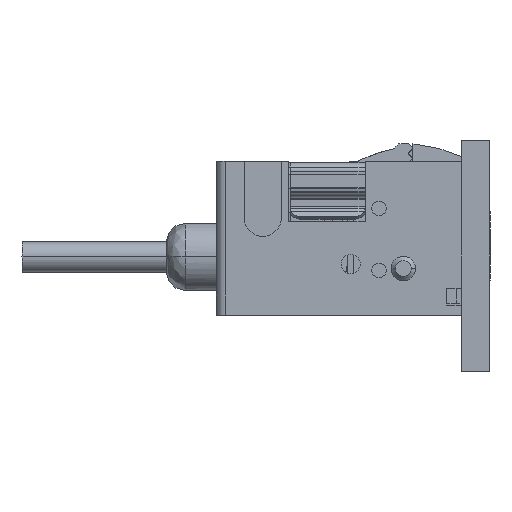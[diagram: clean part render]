
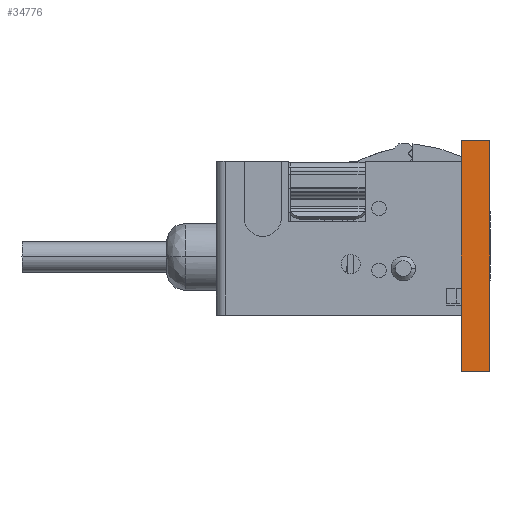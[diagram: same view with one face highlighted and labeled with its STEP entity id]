
A CAD part, front view. The second image highlights one B-rep face of the part: STEP entity #34776.
In plain terms, the highlighted planar face has unit normal (0, -1, 0).
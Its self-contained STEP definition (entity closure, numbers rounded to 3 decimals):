
#302 = LINE ( 'NONE', #33594, #22442 ) ;
#733 = CARTESIAN_POINT ( 'NONE',  ( 12., -125., 3. ) ) ;
#2008 = EDGE_CURVE ( 'NONE', #22557, #26099, #302, .T. ) ;
#2014 = ORIENTED_EDGE ( 'NONE', *, *, #2008, .T. ) ;
#2356 = VERTEX_POINT ( 'NONE', #25222 ) ;
#2442 = EDGE_LOOP ( 'NONE', ( #14588, #18887, #24029, #2014 ) ) ;
#5006 = DIRECTION ( 'NONE',  ( 0., 0., 1. ) ) ;
#8842 = VECTOR ( 'NONE', #35800, 1000. ) ;
#12595 = CARTESIAN_POINT ( 'NONE',  ( -12., -125., 3. ) ) ;
#13804 = VECTOR ( 'NONE', #30728, 1000. ) ;
#14504 = LINE ( 'NONE', #28619, #20549 ) ;
#14588 = ORIENTED_EDGE ( 'NONE', *, *, #15660, .T. ) ;
#15660 = EDGE_CURVE ( 'NONE', #26099, #2356, #27504, .T. ) ;
#17094 = AXIS2_PLACEMENT_3D ( 'NONE', #21291, #19122, #5006 ) ;
#18887 = ORIENTED_EDGE ( 'NONE', *, *, #26884, .F. ) ;
#19122 = DIRECTION ( 'NONE',  ( 0., 1., 0. ) ) ;
#20549 = VECTOR ( 'NONE', #28975, 1000. ) ;
#21291 = CARTESIAN_POINT ( 'NONE',  ( -12., -125., 3. ) ) ;
#21819 = PLANE ( 'NONE',  #17094 ) ;
#21872 = LINE ( 'NONE', #27303, #13804 ) ;
#22006 = FACE_OUTER_BOUND ( 'NONE', #2442, .T. ) ;
#22442 = VECTOR ( 'NONE', #33065, 1000. ) ;
#22557 = VERTEX_POINT ( 'NONE', #12595 ) ;
#24029 = ORIENTED_EDGE ( 'NONE', *, *, #34679, .F. ) ;
#24230 = CARTESIAN_POINT ( 'NONE',  ( -12., -125., 0. ) ) ;
#25222 = CARTESIAN_POINT ( 'NONE',  ( 12., -125., 0. ) ) ;
#26099 = VERTEX_POINT ( 'NONE', #29232 ) ;
#26884 = EDGE_CURVE ( 'NONE', #30302, #2356, #21872, .T. ) ;
#27303 = CARTESIAN_POINT ( 'NONE',  ( 12., -125., 3. ) ) ;
#27504 = LINE ( 'NONE', #24230, #8842 ) ;
#28619 = CARTESIAN_POINT ( 'NONE',  ( -12., -125., 3. ) ) ;
#28975 = DIRECTION ( 'NONE',  ( 1., 0., 0. ) ) ;
#29232 = CARTESIAN_POINT ( 'NONE',  ( -12., -125., 0. ) ) ;
#30302 = VERTEX_POINT ( 'NONE', #733 ) ;
#30728 = DIRECTION ( 'NONE',  ( 0., 0., -1. ) ) ;
#33065 = DIRECTION ( 'NONE',  ( 0., 0., -1. ) ) ;
#33594 = CARTESIAN_POINT ( 'NONE',  ( -12., -125., 3. ) ) ;
#34679 = EDGE_CURVE ( 'NONE', #22557, #30302, #14504, .T. ) ;
#34776 = ADVANCED_FACE ( 'NONE', ( #22006 ), #21819, .F. ) ;
#35800 = DIRECTION ( 'NONE',  ( 1., 0., 0. ) ) ;
